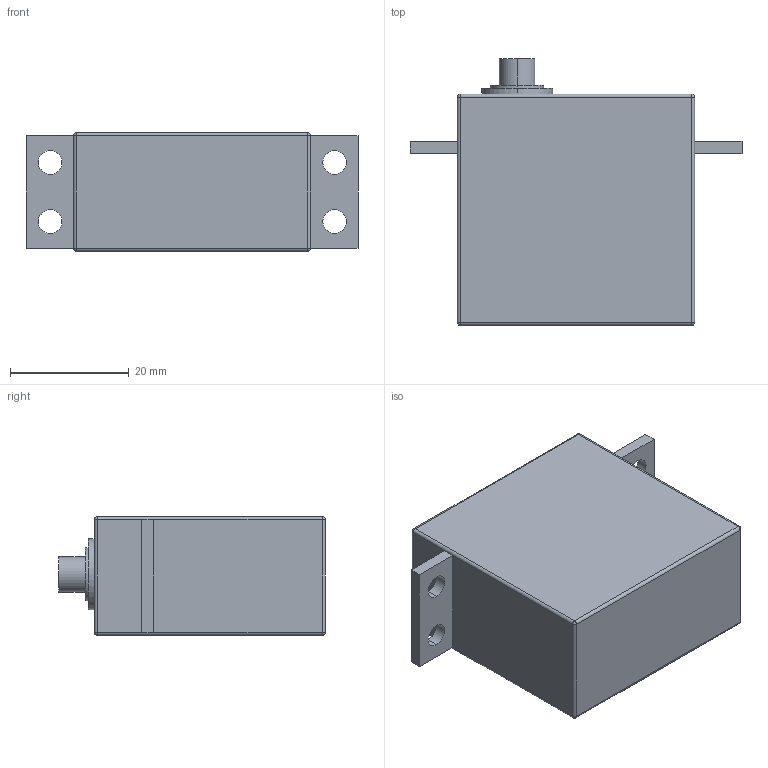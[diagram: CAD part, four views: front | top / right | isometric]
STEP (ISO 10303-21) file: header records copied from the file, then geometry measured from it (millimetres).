
FILE_DESCRIPTION (( 'STEP AP203' ), '1' );
FILE_NAME ('聆彸枙.STEP', '2025-09-04T15:34:52', ( '' ), ( '' ), 'SwSTEP 2.0', 'SolidWorks 2024', '' );
FILE_SCHEMA (( 'CONFIG_CONTROL_DESIGN' ));
Length unit declared in the file: millimetre
Products named in the file (1): 测试题
Bounding box: 56 x 45 x 20 mm (x, y, z)
Volume: 31912.7 mm3; surface area: 7100.5 mm2
Topology: 1 solids, 1 shells, 112 faces, 289 edges, 175 vertices
Faces by surface type: cylinder 77, plane 24, sphere 8, bspline 3
Entity records: 6143 total; most frequent: CARTESIAN_POINT 3644, ORIENTED_EDGE 562, DIRECTION 459, EDGE_CURVE 281, VERTEX_POINT 175, AXIS2_PLACEMENT_3D 168, EDGE_LOOP 124, VECTOR 123
